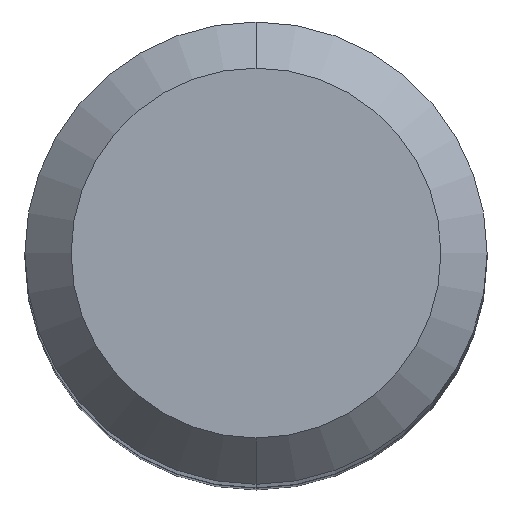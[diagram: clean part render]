
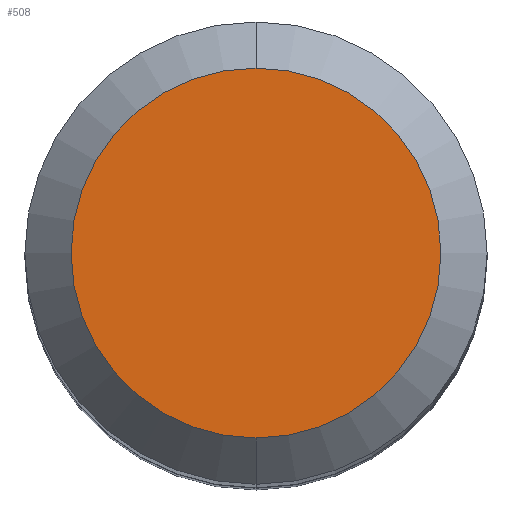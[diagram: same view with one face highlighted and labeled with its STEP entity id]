
A CAD part, top view. The second image highlights one B-rep face of the part: STEP entity #508.
In plain terms, the highlighted planar face has unit normal (0, 0, 1).
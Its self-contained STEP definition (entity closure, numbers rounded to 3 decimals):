
#227=CARTESIAN_POINT('',(0.,0.,40.));
#228=DIRECTION('',(0.,0.,1.));
#229=DIRECTION('',(0.,1.,0.));
#230=AXIS2_PLACEMENT_3D('',#227,#228,#229);
#235=CARTESIAN_POINT('',(0.,0.,40.));
#236=DIRECTION('',(0.,0.,-1.));
#237=DIRECTION('',(0.,1.,0.));
#238=AXIS2_PLACEMENT_3D('',#235,#236,#237);
#281=CARTESIAN_POINT('',(0.,4.,40.));
#282=VERTEX_POINT('',#281);
#291=CARTESIAN_POINT('',(0.,-4.,40.));
#292=VERTEX_POINT('',#291);
#499=CARTESIAN_POINT('',(0.,0.,40.));
#500=DIRECTION('',(0.,0.,-1.));
#501=DIRECTION('',(0.,-1.,0.));
#502=AXIS2_PLACEMENT_3D('',#499,#500,#501);
#503=PLANE('',#502);
#504=ORIENTED_EDGE('',*,*,#492,.F.);
#505=ORIENTED_EDGE('',*,*,#481,.T.);
#506=EDGE_LOOP('',(#504,#505));
#507=FACE_OUTER_BOUND('',#506,.F.);
#231=CIRCLE('',#230,4.);
#239=CIRCLE('',#238,4.);
#481=EDGE_CURVE('',#282,#292,#239,.T.);
#492=EDGE_CURVE('',#282,#292,#231,.T.);
#508=ADVANCED_FACE('',(#507),#503,.F.);
